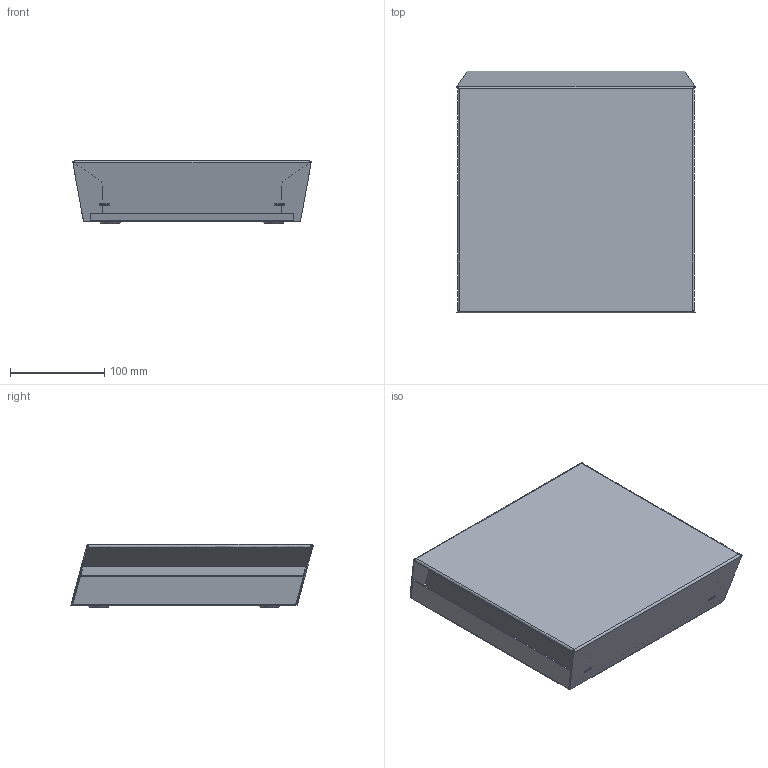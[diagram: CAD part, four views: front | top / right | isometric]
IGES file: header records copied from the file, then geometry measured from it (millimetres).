
Start section: Elysium IGES Interface
Global section: file name: 94H0093.1500 PPB 30 AW Außenabdeckung weiß.igs; native system: PTC Creo Elements/Direct Modeling 19.0C  15-Aug-2015; preprocessor: Creo Element/Direct IGES_3D V2.2; author: Unknown; organization: Unknown; date: 20180122.153145; units: millimetre
Bounding box: 252.8 x 256.64 x 67.14 mm (x, y, z)
Volume: 3198962.8 mm3; surface area: 243780.8 mm2
Topology: 3 solids, 3 shells, 234 faces, 616 edges, 391 vertices
Faces by surface type: bspline 234
